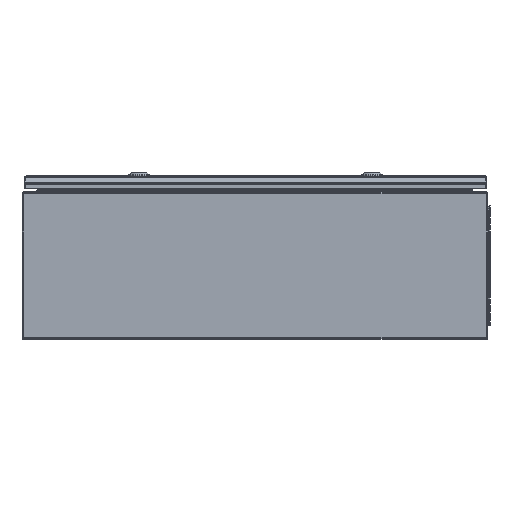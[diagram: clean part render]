
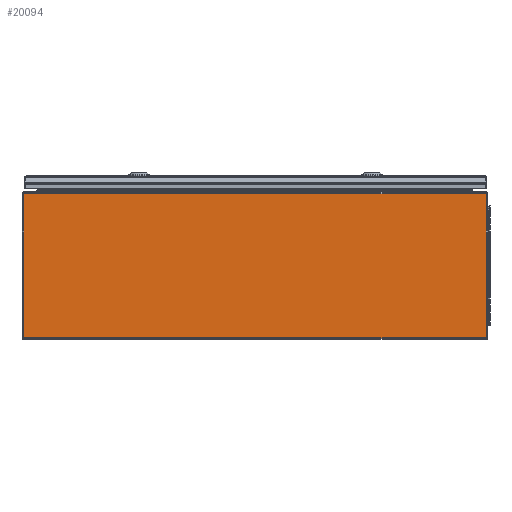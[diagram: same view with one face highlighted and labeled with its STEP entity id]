
A CAD part, left-side view. The second image highlights one B-rep face of the part: STEP entity #20094.
In plain terms, the highlighted planar face has unit normal (-1, 0, 0).
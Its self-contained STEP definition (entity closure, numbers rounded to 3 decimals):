
#1154 = LINE ( 'NONE', #26970, #1180 ) ;
#1160 = LINE ( 'NONE', #27118, #1195 ) ;
#1180 = VECTOR ( 'NONE', #26972, 1000. ) ;
#1195 = VECTOR ( 'NONE', #27092, 1000. ) ;
#3980 = FACE_OUTER_BOUND ( 'NONE', #31390, .T. ) ;
#5192 = PLANE ( 'NONE',  #27600 ) ;
#5214 = DIRECTION ( 'NONE',  ( 1., 0., 0. ) ) ;
#5218 = CARTESIAN_POINT ( 'NONE',  ( -400., -300., 207. ) ) ;
#5219 = DIRECTION ( 'NONE',  ( 0., 0., -1. ) ) ;
#8506 = ORIENTED_EDGE ( 'NONE', *, *, #30257, .T. ) ;
#8510 = ORIENTED_EDGE ( 'NONE', *, *, #27826, .T. ) ;
#8516 = ORIENTED_EDGE ( 'NONE', *, *, #30273, .T. ) ;
#8521 = ORIENTED_EDGE ( 'NONE', *, *, #27834, .T. ) ;
#9555 = CARTESIAN_POINT ( 'NONE',  ( -400., -297.6, 187.6 ) ) ;
#9582 = CARTESIAN_POINT ( 'NONE',  ( -400., 297.6, 187.6 ) ) ;
#9590 = CARTESIAN_POINT ( 'NONE',  ( -400., -297.6, 2.4 ) ) ;
#9655 = CARTESIAN_POINT ( 'NONE',  ( -400., 297.6, 2.4 ) ) ;
#10245 = VECTOR ( 'NONE', #12311, 1000. ) ;
#10253 = LINE ( 'NONE', #12325, #10258 ) ;
#10258 = VECTOR ( 'NONE', #12340, 1000. ) ;
#10806 = LINE ( 'NONE', #12301, #10245 ) ;
#12301 = CARTESIAN_POINT ( 'NONE',  ( -400., -300., 187.6 ) ) ;
#12311 = DIRECTION ( 'NONE',  ( 0., 1., 0. ) ) ;
#12325 = CARTESIAN_POINT ( 'NONE',  ( -400., -300., 2.4 ) ) ;
#12340 = DIRECTION ( 'NONE',  ( 0., -1., 0. ) ) ;
#19340 = VERTEX_POINT ( 'NONE', #9590 ) ;
#19341 = VERTEX_POINT ( 'NONE', #9555 ) ;
#19381 = VERTEX_POINT ( 'NONE', #9582 ) ;
#19390 = VERTEX_POINT ( 'NONE', #9655 ) ;
#20094 = ADVANCED_FACE ( 'NONE', ( #3980 ), #5192, .F. ) ;
#26970 = CARTESIAN_POINT ( 'NONE',  ( -400., -297.6, 207. ) ) ;
#26972 = DIRECTION ( 'NONE',  ( 0., 0., 1. ) ) ;
#27092 = DIRECTION ( 'NONE',  ( 0., 0., -1. ) ) ;
#27118 = CARTESIAN_POINT ( 'NONE',  ( -400., 297.6, 207. ) ) ;
#27600 = AXIS2_PLACEMENT_3D ( 'NONE', #5218, #5214, #5219 ) ;
#27826 = EDGE_CURVE ( 'NONE', #19341, #19381, #10806, .T. ) ;
#27834 = EDGE_CURVE ( 'NONE', #19390, #19340, #10253, .T. ) ;
#30257 = EDGE_CURVE ( 'NONE', #19340, #19341, #1154, .T. ) ;
#30273 = EDGE_CURVE ( 'NONE', #19381, #19390, #1160, .T. ) ;
#31390 = EDGE_LOOP ( 'NONE', ( #8506, #8510, #8516, #8521 ) ) ;
